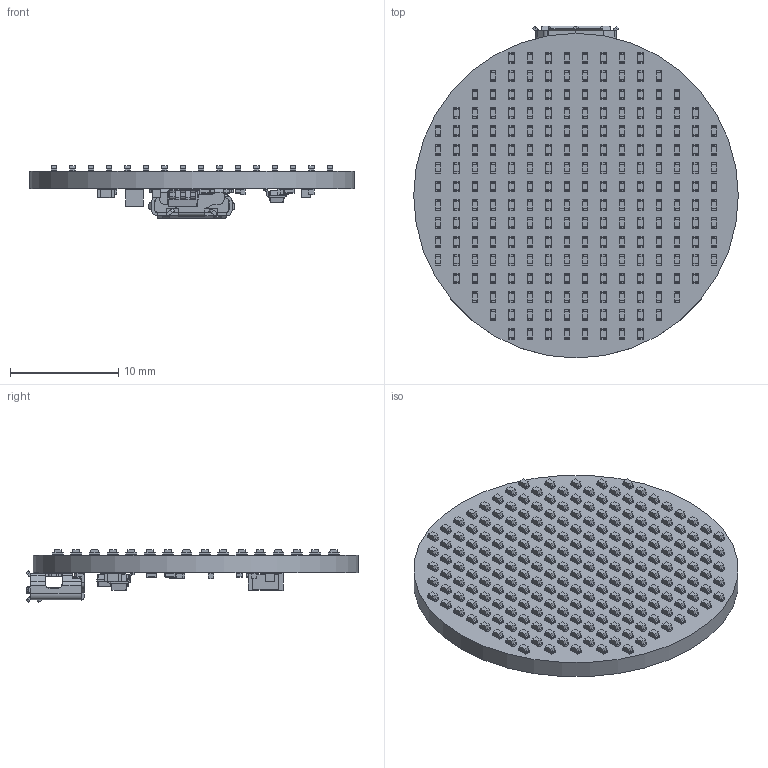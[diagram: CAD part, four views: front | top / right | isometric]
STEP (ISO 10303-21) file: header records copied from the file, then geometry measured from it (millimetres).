
FILE_DESCRIPTION(('KiCad electronic assembly'),'2;1');
FILE_NAME('liquid_simulator.step','2025-03-04T23:36:47',('Pcbnew'),( 'Kicad'),'Open CASCADE STEP processor 7.7','KiCad to STEP converter' ,'Unknown');
FILE_SCHEMA(('AUTOMOTIVE_DESIGN { 1 0 10303 214 1 1 1 1 }'));
Length unit declared in the file: millimetre
Products named in the file (18): liquid_simulator 1; LED_0402_1005Metric; R_0402_1005Metric; C_0603_1608Metric; L_1206_3216Metric; SOT-23; SOT_23; C_0402_1005Metric; USB_Micro-B_Molex_47346-0001; SOT-23-5; SOT_23_5; _autosave-liquid_simulator_PCB
Assembly tree (243 placements, depth 3):
  liquid_simulator 1
    LED_0402_1005Metric  x216
      LED_0402_1005Metric
    R_0402_1005Metric  x7
      R_0402_1005Metric
    C_0603_1608Metric  x3
      C_0603_1608Metric
    L_1206_3216Metric
      L_1206_3216Metric
    SOT-23
      SOT_23
    C_0402_1005Metric  x4
      C_0402_1005Metric
    USB_Micro-B_Molex_47346-0001
      USB_Micro-B_Molex_47346-0001
    SOT-23-5
      SOT_23_5
    _autosave-liquid_simulator_PCB
Bounding box: 30 x 30.68 x 4.9 mm (x, y, z)
Volume: 1240 mm3; surface area: 2418.6 mm2
Topology: 235 solids, 235 shells, 11878 faces, 31688 edges, 20492 vertices
Faces by surface type: plane 9780, cylinder 2038, bspline 56, sphere 4
Full cylindrical faces by diameter (mm): 30 x1
Entity records: 34651 total; most frequent: CARTESIAN_POINT 5517, DIRECTION 4740, ORIENTED_EDGE 4642, EDGE_CURVE 2321, LINE 1770, VECTOR 1770, VERTEX_POINT 1498, AXIS2_PLACEMENT_3D 1485
